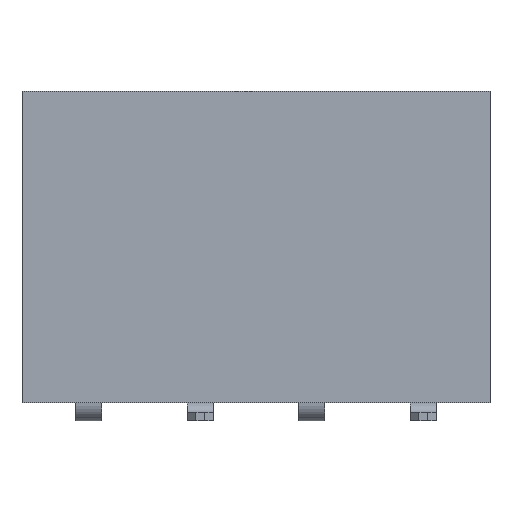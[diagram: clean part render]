
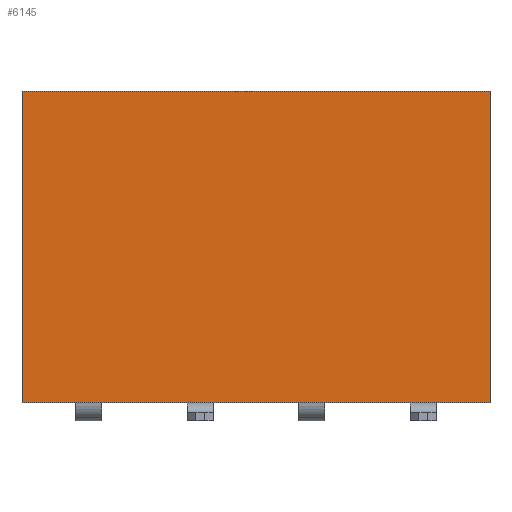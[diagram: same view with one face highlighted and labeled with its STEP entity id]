
A CAD part, front view. The second image highlights one B-rep face of the part: STEP entity #6145.
In plain terms, the highlighted planar face has unit normal (0, -1, 0).
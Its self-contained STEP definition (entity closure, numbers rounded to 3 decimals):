
#2084=ORIENTED_EDGE('',*,*,#3068,.T.);
#2085=ORIENTED_EDGE('',*,*,#3069,.T.);
#2086=ORIENTED_EDGE('',*,*,#3070,.T.);
#2087=ORIENTED_EDGE('',*,*,#3071,.T.);
#3068=EDGE_CURVE('',#3652,#3653,#4284,.T.);
#3069=EDGE_CURVE('',#3653,#3654,#4285,.T.);
#3070=EDGE_CURVE('',#3654,#3655,#4286,.T.);
#3071=EDGE_CURVE('',#3655,#3652,#4287,.T.);
#3652=VERTEX_POINT('',#10389);
#3653=VERTEX_POINT('',#10390);
#3654=VERTEX_POINT('',#10392);
#3655=VERTEX_POINT('',#10394);
#4284=LINE('',#10388,#4924);
#4285=LINE('',#10391,#4925);
#4286=LINE('',#10393,#4926);
#4287=LINE('',#10395,#4927);
#4924=VECTOR('',#8381,1000.);
#4925=VECTOR('',#8382,1000.);
#4926=VECTOR('',#8383,1000.);
#4927=VECTOR('',#8384,1000.);
#5251=EDGE_LOOP('',(#2084,#2085,#2086,#2087));
#5589=FACE_BOUND('',#5251,.T.);
#5815=PLANE('',#6719);
#6145=ADVANCED_FACE('',(#5589),#5815,.T.);
#6719=AXIS2_PLACEMENT_3D('',#10387,#8379,#8380);
#8379=DIRECTION('',(0.,-1.,0.));
#8380=DIRECTION('',(0.,0.,-1.));
#8381=DIRECTION('',(0.,0.,-1.));
#8382=DIRECTION('',(1.,0.,0.));
#8383=DIRECTION('',(0.,0.,1.));
#8384=DIRECTION('',(-1.,0.,0.));
#10387=CARTESIAN_POINT('',(0.,-1.25,0.));
#10388=CARTESIAN_POINT('',(-5.33,-1.25,3.55));
#10389=CARTESIAN_POINT('',(-5.33,-1.25,3.55));
#10390=CARTESIAN_POINT('',(-5.33,-1.25,-3.55));
#10391=CARTESIAN_POINT('',(-5.33,-1.25,-3.55));
#10392=CARTESIAN_POINT('',(5.33,-1.25,-3.55));
#10393=CARTESIAN_POINT('',(5.33,-1.25,-3.55));
#10394=CARTESIAN_POINT('',(5.33,-1.25,3.55));
#10395=CARTESIAN_POINT('',(5.33,-1.25,3.55));
